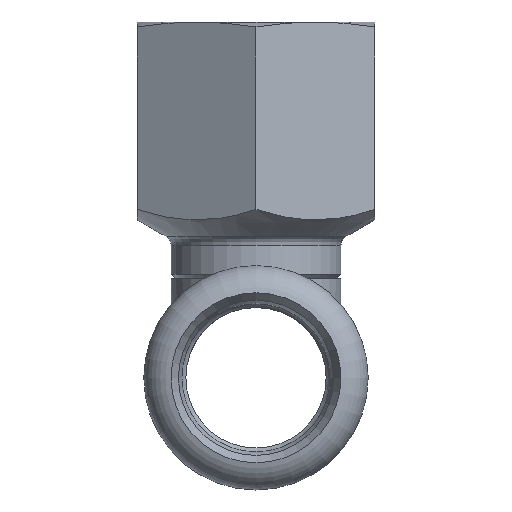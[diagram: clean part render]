
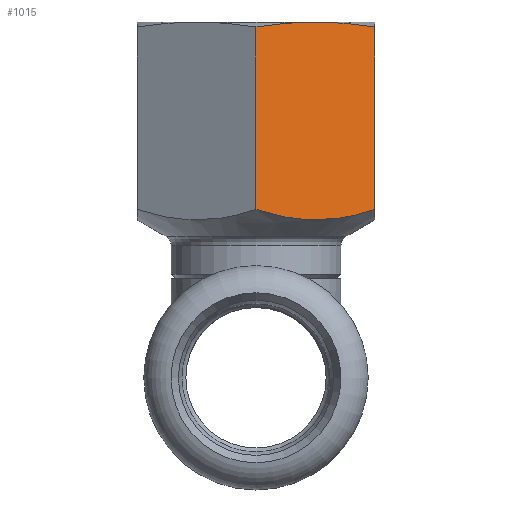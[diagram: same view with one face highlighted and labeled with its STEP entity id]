
A CAD part, left-side view. The second image highlights one B-rep face of the part: STEP entity #1015.
In plain terms, the highlighted planar face has unit normal (-0.866, -0.5, 0).
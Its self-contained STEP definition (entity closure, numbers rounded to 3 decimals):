
#36=PLANE('',#1136);
#51=(
BOUNDED_CURVE()
B_SPLINE_CURVE(2,(#1696,#1697,#1698),.UNSPECIFIED.,.F.,.F.)
B_SPLINE_CURVE_WITH_KNOTS((3,3),(0.18,1.653),
 .UNSPECIFIED.)
CURVE()
GEOMETRIC_REPRESENTATION_ITEM()
RATIONAL_B_SPLINE_CURVE((1.044,1.206,1.044))
REPRESENTATION_ITEM('')
);
#55=(
BOUNDED_CURVE()
B_SPLINE_CURVE(2,(#1715,#1716,#1717),.UNSPECIFIED.,.F.,.F.)
B_SPLINE_CURVE_WITH_KNOTS((3,3),(0.904,1.623),
 .UNSPECIFIED.)
CURVE()
GEOMETRIC_REPRESENTATION_ITEM()
RATIONAL_B_SPLINE_CURVE((1.,1.048,1.02))
REPRESENTATION_ITEM('')
);
#56=(
BOUNDED_CURVE()
B_SPLINE_CURVE(2,(#1719,#1720,#1721),.UNSPECIFIED.,.F.,.F.)
B_SPLINE_CURVE_WITH_KNOTS((3,3),(0.186,0.904),
 .UNSPECIFIED.)
CURVE()
GEOMETRIC_REPRESENTATION_ITEM()
RATIONAL_B_SPLINE_CURVE((1.02,1.048,1.))
REPRESENTATION_ITEM('')
);
#111=LINE('',#1713,#142);
#112=LINE('',#1722,#143);
#142=VECTOR('',#1364,10.);
#143=VECTOR('',#1365,10.);
#193=FACE_OUTER_BOUND('',#247,.T.);
#247=EDGE_LOOP('',(#757,#758,#759,#760,#761));
#435=VERTEX_POINT('',#1691);
#436=VERTEX_POINT('',#1695);
#439=VERTEX_POINT('',#1712);
#440=VERTEX_POINT('',#1714);
#441=VERTEX_POINT('',#1718);
#559=EDGE_CURVE('',#435,#436,#51,.T.);
#564=EDGE_CURVE('',#435,#439,#111,.T.);
#565=EDGE_CURVE('',#440,#439,#55,.T.);
#566=EDGE_CURVE('',#441,#440,#56,.T.);
#567=EDGE_CURVE('',#436,#441,#112,.T.);
#757=ORIENTED_EDGE('',*,*,#559,.F.);
#758=ORIENTED_EDGE('',*,*,#564,.T.);
#759=ORIENTED_EDGE('',*,*,#565,.F.);
#760=ORIENTED_EDGE('',*,*,#566,.F.);
#761=ORIENTED_EDGE('',*,*,#567,.F.);
#1015=ADVANCED_FACE('',(#193),#36,.T.);
#1136=AXIS2_PLACEMENT_3D('',#1711,#1362,#1363);
#1362=DIRECTION('center_axis',(-0.866,-0.5,0.));
#1363=DIRECTION('ref_axis',(0.5,-0.866,0.));
#1364=DIRECTION('',(0.,0.,1.));
#1365=DIRECTION('',(0.,0.,1.));
#1691=CARTESIAN_POINT('',(-6.928,-12.,17.035));
#1695=CARTESIAN_POINT('',(-13.856,0.,17.035));
#1696=CARTESIAN_POINT('Ctrl Pts',(-6.928,-12.,17.035));
#1697=CARTESIAN_POINT('Ctrl Pts',(-10.392,-6.,15.035));
#1698=CARTESIAN_POINT('Ctrl Pts',(-13.856,0.,
17.035));
#1711=CARTESIAN_POINT('Origin',(-13.856,0.,
10.));
#1712=CARTESIAN_POINT('',(-6.928,-12.,35.503));
#1713=CARTESIAN_POINT('',(-6.928,-12.,10.));
#1714=CARTESIAN_POINT('',(-10.392,-6.,36.));
#1715=CARTESIAN_POINT('Ctrl Pts',(-10.392,-6.,36.));
#1716=CARTESIAN_POINT('Ctrl Pts',(-8.785,-8.785,36.));
#1717=CARTESIAN_POINT('Ctrl Pts',(-6.928,-12.,35.503));
#1718=CARTESIAN_POINT('',(-13.856,0.,35.503));
#1719=CARTESIAN_POINT('Ctrl Pts',(-13.856,0.,
35.503));
#1720=CARTESIAN_POINT('Ctrl Pts',(-12.,-3.215,36.));
#1721=CARTESIAN_POINT('Ctrl Pts',(-10.392,-6.,36.));
#1722=CARTESIAN_POINT('',(-13.856,0.,10.));
